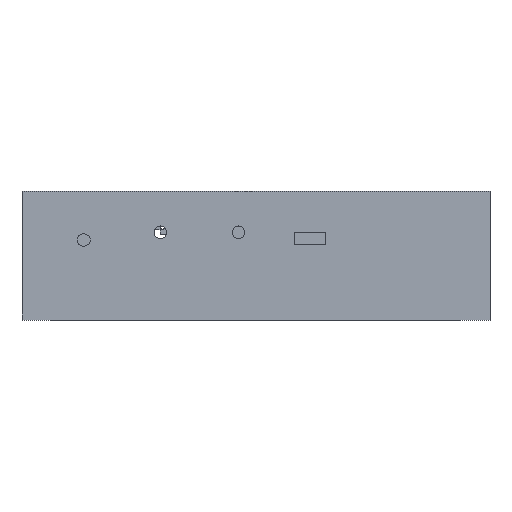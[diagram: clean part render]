
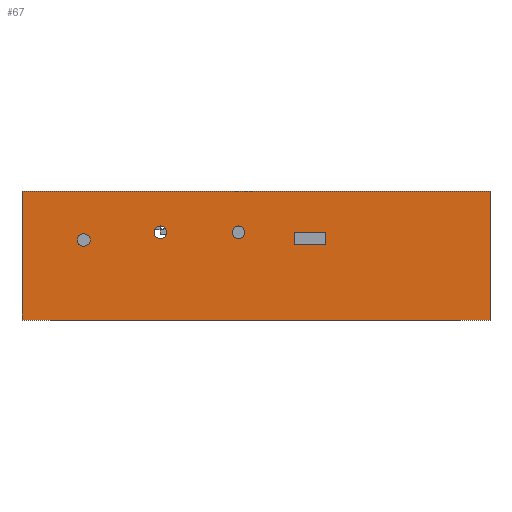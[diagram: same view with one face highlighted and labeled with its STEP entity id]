
A CAD part, top view. The second image highlights one B-rep face of the part: STEP entity #67.
In plain terms, the highlighted planar face has unit normal (0, 0, 1).
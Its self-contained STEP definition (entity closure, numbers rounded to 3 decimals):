
#67 = ADVANCED_FACE ( 'NONE', ( #1133, #1078, #1101, #1104, #1106 ), #3780, .T. ) ;
#128 = EDGE_CURVE ( 'NONE', #1890, #1865, #1241, .T. ) ;
#129 = EDGE_CURVE ( 'NONE', #1844, #1872, #1243, .T. ) ;
#130 = EDGE_CURVE ( 'NONE', #1845, #1810, #1239, .T. ) ;
#131 = EDGE_CURVE ( 'NONE', #1892, #1838, #1249, .T. ) ;
#133 = EDGE_CURVE ( 'NONE', #1838, #1844, #1213, .T. ) ;
#134 = EDGE_CURVE ( 'NONE', #1865, #1835, #1247, .T. ) ;
#147 = EDGE_CURVE ( 'NONE', #1806, #1880, #1265, .T. ) ;
#156 = EDGE_CURVE ( 'NONE', #1843, #1890, #1306, .T. ) ;
#158 = EDGE_CURVE ( 'NONE', #1810, #1845, #1281, .T. ) ;
#175 = EDGE_CURVE ( 'NONE', #1858, #1834, #1316, .T. ) ;
#176 = EDGE_CURVE ( 'NONE', #1872, #1892, #1344, .T. ) ;
#190 = EDGE_CURVE ( 'NONE', #1835, #1843, #1328, .T. ) ;
#194 = EDGE_CURVE ( 'NONE', #1834, #1858, #1346, .T. ) ;
#197 = EDGE_CURVE ( 'NONE', #1880, #1806, #1372, .T. ) ;
#456 = AXIS2_PLACEMENT_3D ( 'NONE', #3779, #3812, #3778 ) ;
#550 = AXIS2_PLACEMENT_3D ( 'NONE', #4029, #4030, #4028 ) ;
#561 = AXIS2_PLACEMENT_3D ( 'NONE', #2676, #2657, #2677 ) ;
#581 = AXIS2_PLACEMENT_3D ( 'NONE', #2648, #2609, #2610 ) ;
#583 = AXIS2_PLACEMENT_3D ( 'NONE', #4001, #4013, #3995 ) ;
#590 = AXIS2_PLACEMENT_3D ( 'NONE', #2707, #2694, #2709 ) ;
#594 = AXIS2_PLACEMENT_3D ( 'NONE', #3622, #3626, #3627 ) ;
#843 = EDGE_LOOP ( 'NONE', ( #3525, #3536, #3523, #3530 ) ) ;
#845 = EDGE_LOOP ( 'NONE', ( #3526, #3541 ) ) ;
#868 = EDGE_LOOP ( 'NONE', ( #3537, #3548 ) ) ;
#870 = EDGE_LOOP ( 'NONE', ( #3576, #3519 ) ) ;
#873 = EDGE_LOOP ( 'NONE', ( #3528, #1786, #3546, #3515 ) ) ;
#1078 = FACE_BOUND ( 'NONE', #870, .T. ) ;
#1101 = FACE_OUTER_BOUND ( 'NONE', #873, .T. ) ;
#1104 = FACE_BOUND ( 'NONE', #845, .T. ) ;
#1106 = FACE_BOUND ( 'NONE', #843, .T. ) ;
#1133 = FACE_BOUND ( 'NONE', #868, .T. ) ;
#1206 = VECTOR ( 'NONE', #3978, 1000. ) ;
#1210 = VECTOR ( 'NONE', #3990, 1000. ) ;
#1213 = LINE ( 'NONE', #3977, #1251 ) ;
#1215 = VECTOR ( 'NONE', #3980, 1000. ) ;
#1239 = CIRCLE ( 'NONE', #583, 6.5 ) ;
#1241 = LINE ( 'NONE', #3974, #1206 ) ;
#1243 = LINE ( 'NONE', #3973, #1215 ) ;
#1247 = LINE ( 'NONE', #4004, #1253 ) ;
#1249 = LINE ( 'NONE', #3975, #1210 ) ;
#1251 = VECTOR ( 'NONE', #4005, 1000. ) ;
#1253 = VECTOR ( 'NONE', #4002, 1000. ) ;
#1260 = VECTOR ( 'NONE', #4042, 1000. ) ;
#1265 = CIRCLE ( 'NONE', #550, 6.5 ) ;
#1281 = CIRCLE ( 'NONE', #594, 6.5 ) ;
#1306 = LINE ( 'NONE', #4046, #1260 ) ;
#1316 = CIRCLE ( 'NONE', #581, 6.5 ) ;
#1328 = LINE ( 'NONE', #2673, #1359 ) ;
#1344 = LINE ( 'NONE', #2646, #1347 ) ;
#1346 = CIRCLE ( 'NONE', #561, 6.5 ) ;
#1347 = VECTOR ( 'NONE', #2647, 1000. ) ;
#1359 = VECTOR ( 'NONE', #2679, 1000. ) ;
#1372 = CIRCLE ( 'NONE', #590, 6.5 ) ;
#1786 = ORIENTED_EDGE ( 'NONE', *, *, #131, .T. ) ;
#1806 = VERTEX_POINT ( 'NONE', #3364 ) ;
#1810 = VERTEX_POINT ( 'NONE', #3366 ) ;
#1834 = VERTEX_POINT ( 'NONE', #3374 ) ;
#1835 = VERTEX_POINT ( 'NONE', #3329 ) ;
#1838 = VERTEX_POINT ( 'NONE', #3362 ) ;
#1843 = VERTEX_POINT ( 'NONE', #3311 ) ;
#1844 = VERTEX_POINT ( 'NONE', #3333 ) ;
#1845 = VERTEX_POINT ( 'NONE', #3334 ) ;
#1858 = VERTEX_POINT ( 'NONE', #3336 ) ;
#1865 = VERTEX_POINT ( 'NONE', #3330 ) ;
#1872 = VERTEX_POINT ( 'NONE', #3353 ) ;
#1880 = VERTEX_POINT ( 'NONE', #3416 ) ;
#1890 = VERTEX_POINT ( 'NONE', #3409 ) ;
#1892 = VERTEX_POINT ( 'NONE', #3410 ) ;
#2609 = DIRECTION ( 'NONE',  ( 0., 0., 1. ) ) ;
#2610 = DIRECTION ( 'NONE',  ( 1., 0., 0. ) ) ;
#2646 = CARTESIAN_POINT ( 'NONE',  ( -411.72, 119.63, 3. ) ) ;
#2647 = DIRECTION ( 'NONE',  ( 0., -1., 0. ) ) ;
#2648 = CARTESIAN_POINT ( 'NONE',  ( -188.25, 77.183, 3. ) ) ;
#2657 = DIRECTION ( 'NONE',  ( 0., 0., 1. ) ) ;
#2673 = CARTESIAN_POINT ( 'NONE',  ( -130.432, 77.183, 3. ) ) ;
#2676 = CARTESIAN_POINT ( 'NONE',  ( -188.25, 77.183, 3. ) ) ;
#2677 = DIRECTION ( 'NONE',  ( 1., 0., 0. ) ) ;
#2679 = DIRECTION ( 'NONE',  ( 0., -1., 0. ) ) ;
#2694 = DIRECTION ( 'NONE',  ( 0., 0., 1. ) ) ;
#2707 = CARTESIAN_POINT ( 'NONE',  ( -347.94, 69.199, 3. ) ) ;
#2709 = DIRECTION ( 'NONE',  ( 1., 0., 0. ) ) ;
#3311 = CARTESIAN_POINT ( 'NONE',  ( -130.432, 64.125, 3. ) ) ;
#3329 = CARTESIAN_POINT ( 'NONE',  ( -130.432, 77.183, 3. ) ) ;
#3330 = CARTESIAN_POINT ( 'NONE',  ( -98.028, 77.183, 3. ) ) ;
#3333 = CARTESIAN_POINT ( 'NONE',  ( 71.28, 119.63, 3. ) ) ;
#3334 = CARTESIAN_POINT ( 'NONE',  ( -262.482, 77.183, 3. ) ) ;
#3336 = CARTESIAN_POINT ( 'NONE',  ( -181.75, 77.183, 3. ) ) ;
#3353 = CARTESIAN_POINT ( 'NONE',  ( -411.72, 119.63, 3. ) ) ;
#3362 = CARTESIAN_POINT ( 'NONE',  ( 71.28, -13.37, 3. ) ) ;
#3364 = CARTESIAN_POINT ( 'NONE',  ( -354.44, 69.199, 3. ) ) ;
#3366 = CARTESIAN_POINT ( 'NONE',  ( -275.482, 77.183, 3. ) ) ;
#3374 = CARTESIAN_POINT ( 'NONE',  ( -194.75, 77.183, 3. ) ) ;
#3409 = CARTESIAN_POINT ( 'NONE',  ( -98.028, 64.125, 3. ) ) ;
#3410 = CARTESIAN_POINT ( 'NONE',  ( -411.72, -13.37, 3. ) ) ;
#3416 = CARTESIAN_POINT ( 'NONE',  ( -341.44, 69.199, 3. ) ) ;
#3515 = ORIENTED_EDGE ( 'NONE', *, *, #129, .T. ) ;
#3519 = ORIENTED_EDGE ( 'NONE', *, *, #197, .F. ) ;
#3523 = ORIENTED_EDGE ( 'NONE', *, *, #134, .F. ) ;
#3525 = ORIENTED_EDGE ( 'NONE', *, *, #156, .F. ) ;
#3526 = ORIENTED_EDGE ( 'NONE', *, *, #158, .F. ) ;
#3528 = ORIENTED_EDGE ( 'NONE', *, *, #176, .T. ) ;
#3530 = ORIENTED_EDGE ( 'NONE', *, *, #128, .F. ) ;
#3536 = ORIENTED_EDGE ( 'NONE', *, *, #190, .F. ) ;
#3537 = ORIENTED_EDGE ( 'NONE', *, *, #194, .F. ) ;
#3541 = ORIENTED_EDGE ( 'NONE', *, *, #130, .F. ) ;
#3546 = ORIENTED_EDGE ( 'NONE', *, *, #133, .T. ) ;
#3548 = ORIENTED_EDGE ( 'NONE', *, *, #175, .F. ) ;
#3576 = ORIENTED_EDGE ( 'NONE', *, *, #147, .F. ) ;
#3622 = CARTESIAN_POINT ( 'NONE',  ( -268.982, 77.183, 3. ) ) ;
#3626 = DIRECTION ( 'NONE',  ( 0., 0., 1. ) ) ;
#3627 = DIRECTION ( 'NONE',  ( 1., 0., 0. ) ) ;
#3778 = DIRECTION ( 'NONE',  ( 1., 0., 0. ) ) ;
#3779 = CARTESIAN_POINT ( 'NONE',  ( 0., 0., 3. ) ) ;
#3780 = PLANE ( 'NONE',  #456 ) ;
#3812 = DIRECTION ( 'NONE',  ( 0., 0., 1. ) ) ;
#3973 = CARTESIAN_POINT ( 'NONE',  ( -411.72, 119.63, 3. ) ) ;
#3974 = CARTESIAN_POINT ( 'NONE',  ( -98.028, 77.183, 3. ) ) ;
#3975 = CARTESIAN_POINT ( 'NONE',  ( -411.72, -13.37, 3. ) ) ;
#3977 = CARTESIAN_POINT ( 'NONE',  ( 71.28, 119.63, 3. ) ) ;
#3978 = DIRECTION ( 'NONE',  ( 0., 1., 0. ) ) ;
#3980 = DIRECTION ( 'NONE',  ( -1., 0., 0. ) ) ;
#3990 = DIRECTION ( 'NONE',  ( 1., 0., 0. ) ) ;
#3995 = DIRECTION ( 'NONE',  ( 1., 0., 0. ) ) ;
#4001 = CARTESIAN_POINT ( 'NONE',  ( -268.982, 77.183, 3. ) ) ;
#4002 = DIRECTION ( 'NONE',  ( -1., 0., 0. ) ) ;
#4004 = CARTESIAN_POINT ( 'NONE',  ( -130.432, 77.183, 3. ) ) ;
#4005 = DIRECTION ( 'NONE',  ( 0., 1., 0. ) ) ;
#4013 = DIRECTION ( 'NONE',  ( 0., 0., 1. ) ) ;
#4028 = DIRECTION ( 'NONE',  ( 1., 0., 0. ) ) ;
#4029 = CARTESIAN_POINT ( 'NONE',  ( -347.94, 69.199, 3. ) ) ;
#4030 = DIRECTION ( 'NONE',  ( 0., 0., 1. ) ) ;
#4042 = DIRECTION ( 'NONE',  ( 1., 0., 0. ) ) ;
#4046 = CARTESIAN_POINT ( 'NONE',  ( -130.432, 64.125, 3. ) ) ;
